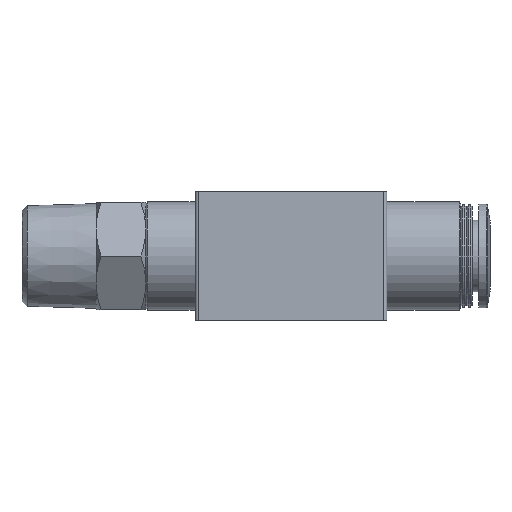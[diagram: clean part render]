
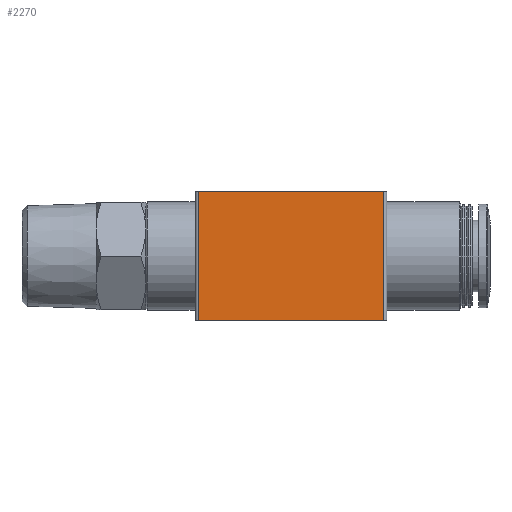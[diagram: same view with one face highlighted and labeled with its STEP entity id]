
A CAD part, front view. The second image highlights one B-rep face of the part: STEP entity #2270.
In plain terms, the highlighted planar face has unit normal (0, -1, 0).
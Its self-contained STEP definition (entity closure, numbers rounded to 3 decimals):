
#112=LINE('',#3329,#208);
#113=LINE('',#3333,#209);
#114=LINE('',#3335,#210);
#115=LINE('',#3337,#211);
#208=VECTOR('',#2693,1000.);
#209=VECTOR('',#2698,1000.);
#210=VECTOR('',#2699,1000.);
#211=VECTOR('',#2700,1000.);
#259=PLANE('',#2403);
#490=ORIENTED_EDGE('',*,*,#913,.T.);
#491=ORIENTED_EDGE('',*,*,#914,.F.);
#492=ORIENTED_EDGE('',*,*,#915,.F.);
#493=ORIENTED_EDGE('',*,*,#911,.T.);
#911=EDGE_CURVE('',#1114,#1113,#112,.T.);
#913=EDGE_CURVE('',#1113,#1115,#113,.T.);
#914=EDGE_CURVE('',#1116,#1115,#114,.T.);
#915=EDGE_CURVE('',#1114,#1116,#115,.T.);
#1113=VERTEX_POINT('',#3328);
#1114=VERTEX_POINT('',#3330);
#1115=VERTEX_POINT('',#3334);
#1116=VERTEX_POINT('',#3336);
#1243=EDGE_LOOP('',(#490,#491,#492,#493));
#1385=FACE_BOUND('',#1243,.T.);
#2270=ADVANCED_FACE('',(#1385),#259,.F.);
#2403=AXIS2_PLACEMENT_3D('',#3332,#2696,#2697);
#2693=DIRECTION('',(0.,0.,-1.));
#2696=DIRECTION('',(0.,1.,0.));
#2697=DIRECTION('',(0.,0.,1.));
#2698=DIRECTION('',(1.,0.,0.));
#2699=DIRECTION('',(0.,0.,-1.));
#2700=DIRECTION('',(1.,0.,0.));
#3328=CARTESIAN_POINT('',(-15.,-10.5,-10.5));
#3329=CARTESIAN_POINT('',(-15.,-10.5,10.5));
#3330=CARTESIAN_POINT('',(-15.,-10.5,10.5));
#3332=CARTESIAN_POINT('',(-15.,-10.5,10.5));
#3333=CARTESIAN_POINT('',(-15.,-10.5,-10.5));
#3334=CARTESIAN_POINT('',(15.,-10.5,-10.5));
#3335=CARTESIAN_POINT('',(15.,-10.5,10.5));
#3336=CARTESIAN_POINT('',(15.,-10.5,10.5));
#3337=CARTESIAN_POINT('',(-15.,-10.5,10.5));
